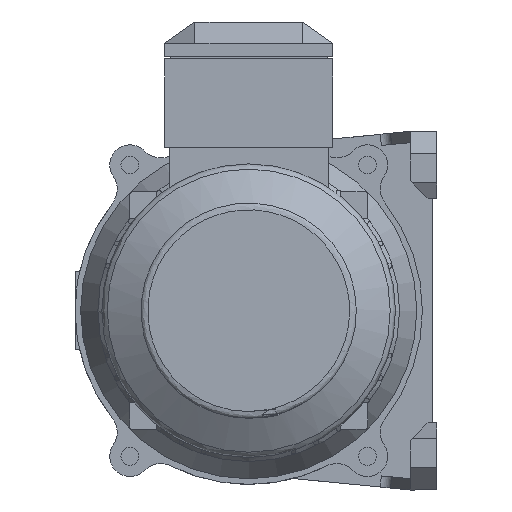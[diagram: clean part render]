
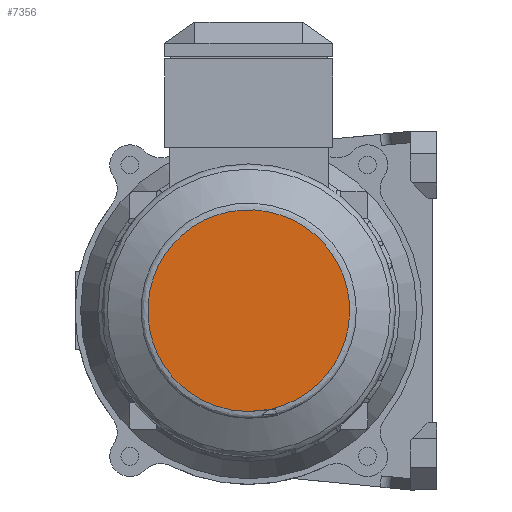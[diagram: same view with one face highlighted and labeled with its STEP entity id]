
A CAD part, left-side view. The second image highlights one B-rep face of the part: STEP entity #7356.
In plain terms, the highlighted planar face has unit normal (-1, 0, 0).
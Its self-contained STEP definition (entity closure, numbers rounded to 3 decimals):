
#3117 = CARTESIAN_POINT ( 'NONE',  ( -224.506, -48.017, -17.669 ) ) ;
#3705 = VERTEX_POINT ( 'NONE', #13845 ) ;
#5467 = CARTESIAN_POINT ( 'NONE',  ( -224.506, -23.03, -42.657 ) ) ;
#6164 = EDGE_CURVE ( 'NONE', #3705, #3705, #26976, .T. ) ;
#7356 = ADVANCED_FACE ( 'NONE', ( #29311 ), #23987, .T. ) ;
#8210 = AXIS2_PLACEMENT_3D ( 'NONE', #12370, #27092, #24929 ) ;
#10420 = CARTESIAN_POINT ( 'NONE',  ( -224.506, 37.297, 17.669 ) ) ;
#10575 = CARTESIAN_POINT ( 'NONE',  ( -224.506, 27.288, 32.648 ) ) ;
#10746 = CARTESIAN_POINT ( 'NONE',  ( -224.506, -48.017, 17.669 ) ) ;
#11088 = CARTESIAN_POINT ( 'NONE',  ( -224.506, 27.288, -32.648 ) ) ;
#12370 = CARTESIAN_POINT ( 'NONE',  ( -224.506, -5.36, 0. ) ) ;
#12944 = CARTESIAN_POINT ( 'NONE',  ( -224.506, -51.532, 0. ) ) ;
#13845 = CARTESIAN_POINT ( 'NONE',  ( -224.506, -5.36, -45. ) ) ;
#15399 = CARTESIAN_POINT ( 'NONE',  ( -224.506, 12.309, 42.657 ) ) ;
#15900 = CARTESIAN_POINT ( 'NONE',  ( -224.506, -38.009, -32.648 ) ) ;
#16073 = CARTESIAN_POINT ( 'NONE',  ( -224.506, -11.25, -45. ) ) ;
#18093 = EDGE_LOOP ( 'NONE', ( #25759 ) ) ;
#21200 = CARTESIAN_POINT ( 'NONE',  ( -224.506, -38.009, 32.648 ) ) ;
#23023 = CARTESIAN_POINT ( 'NONE',  ( -224.506, -5.36, -45. ) ) ;
#23343 = CARTESIAN_POINT ( 'NONE',  ( -224.506, -5.36, -45. ) ) ;
#23987 = PLANE ( 'NONE',  #8210 ) ;
#24929 = DIRECTION ( 'NONE',  ( 0., 0., 1. ) ) ;
#25669 = CARTESIAN_POINT ( 'NONE',  ( -224.506, 0.529, -45. ) ) ;
#25759 = ORIENTED_EDGE ( 'NONE', *, *, #6164, .F. ) ;
#25812 = CARTESIAN_POINT ( 'NONE',  ( -224.506, 12.309, -42.657 ) ) ;
#26139 = CARTESIAN_POINT ( 'NONE',  ( -224.506, -23.03, 42.657 ) ) ;
#26976 = B_SPLINE_CURVE_WITH_KNOTS ( 'NONE', 3,
 ( #23343, #25669, #25812, #11088, #30673, #28172, #10420, #10575, #15399, #28350, #26139, #21200, #10746, #12944, #3117, #15900, #31149, #31311, #5467, #16073, #23023 ),
 .UNSPECIFIED., .T., .F.,
 ( 4, 1, 1, 1, 1, 1, 1, 1, 1, 1, 1, 1, 1, 1, 1, 1, 1, 1, 4 ),
 ( 0., 0.056, 0.111, 0.167, 0.222, 0.278, 0.333, 0.389, 0.444, 0.5, 0.556, 0.611, 0.667, 0.722, 0.778, 0.833, 0.889, 0.944, 1. ),
 .UNSPECIFIED. ) ;
#27092 = DIRECTION ( 'NONE',  ( -1., 0., 0. ) ) ;
#28172 = CARTESIAN_POINT ( 'NONE',  ( -224.506, 40.811, 0. ) ) ;
#28350 = CARTESIAN_POINT ( 'NONE',  ( -224.506, -5.36, 46.172 ) ) ;
#29311 = FACE_OUTER_BOUND ( 'NONE', #18093, .T. ) ;
#30673 = CARTESIAN_POINT ( 'NONE',  ( -224.506, 37.297, -17.669 ) ) ;
#31149 = CARTESIAN_POINT ( 'NONE',  ( -224.506, -23.03, -42.657 ) ) ;
#31311 = CARTESIAN_POINT ( 'NONE',  ( -224.506, -5.36, -46.171 ) ) ;
